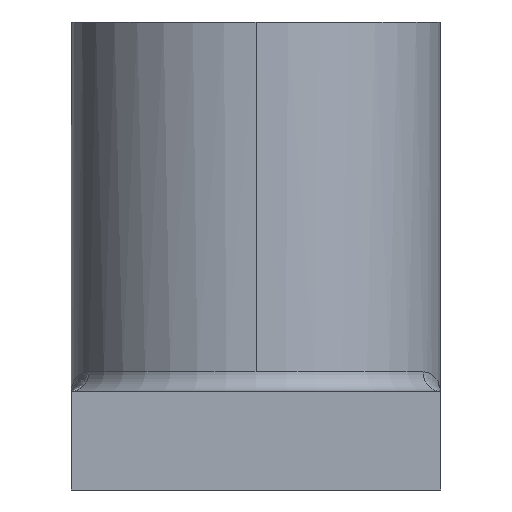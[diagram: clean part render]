
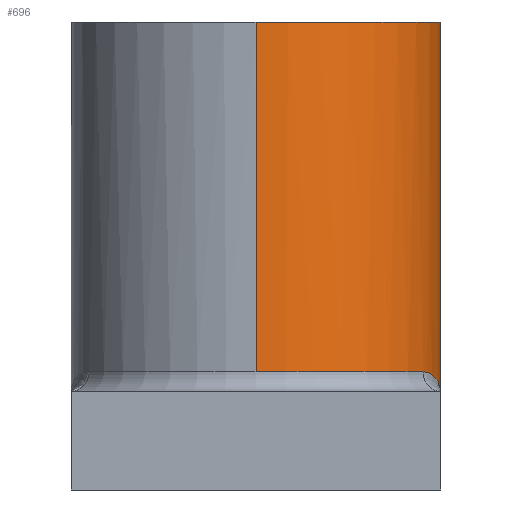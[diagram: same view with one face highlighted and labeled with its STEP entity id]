
A CAD part, left-side view. The second image highlights one B-rep face of the part: STEP entity #696.
In plain terms, the highlighted cylindrical face has radius 4.763 mm (diameter 9.525 mm), a partial arc.
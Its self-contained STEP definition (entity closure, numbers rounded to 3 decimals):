
#141=CARTESIAN_POINT('',(0.,0.,3.048));
#142=DIRECTION('',(0.,0.,1.));
#143=DIRECTION('',(0.428,-0.904,0.));
#144=AXIS2_PLACEMENT_3D('',#141,#142,#143);
#160=CARTESIAN_POINT('',(2.04,-4.303,3.048));
#161=CARTESIAN_POINT('',(1.923,-4.359,3.049));
#162=CARTESIAN_POINT('',(1.665,-4.473,3.029));
#163=CARTESIAN_POINT('',(1.113,-4.64,2.903));
#164=CARTESIAN_POINT('',(0.65,-4.728,2.761));
#165=CARTESIAN_POINT('',(0.226,-4.763,2.619));
#166=CARTESIAN_POINT('',(0.,-4.763,2.54));
#168=CARTESIAN_POINT('',(0.,-4.763,2.54));
#169=CARTESIAN_POINT('',(-0.225,-4.763,2.619));
#170=CARTESIAN_POINT('',(-0.65,-4.728,
2.761));
#171=CARTESIAN_POINT('',(-1.113,-4.641,2.903));
#172=CARTESIAN_POINT('',(-1.664,-4.473,3.029));
#173=CARTESIAN_POINT('',(-1.923,-4.359,3.049));
#174=CARTESIAN_POINT('',(-2.04,-4.303,3.048));
#176=DIRECTION('',(0.,0.,1.));
#177=VECTOR('',#176,9.017);
#178=CARTESIAN_POINT('',(-4.763,0.,3.048));
#179=LINE('',#178,#177);
#185=CARTESIAN_POINT('',(0.,0.,12.065));
#186=DIRECTION('',(0.,0.,-1.));
#187=DIRECTION('',(1.,0.,0.));
#188=AXIS2_PLACEMENT_3D('',#185,#186,#187);
#216=DIRECTION('',(0.,0.,1.));
#217=VECTOR('',#216,9.017);
#218=CARTESIAN_POINT('',(4.763,0.,3.048));
#219=LINE('',#218,#217);
#225=CARTESIAN_POINT('',(0.,0.,3.048));
#226=DIRECTION('',(0.,0.,1.));
#227=DIRECTION('',(-1.,0.,0.));
#228=AXIS2_PLACEMENT_3D('',#225,#226,#227);
#330=CARTESIAN_POINT('',(0.,-4.763,2.54));
#331=VERTEX_POINT('',#330);
#332=CARTESIAN_POINT('',(-2.04,-4.303,3.048));
#333=VERTEX_POINT('',#332);
#336=CARTESIAN_POINT('',(-4.763,0.,3.048));
#337=VERTEX_POINT('',#336);
#338=CARTESIAN_POINT('',(-4.763,0.,12.065));
#339=CARTESIAN_POINT('',(4.763,0.,12.065));
#340=VERTEX_POINT('',#338);
#341=VERTEX_POINT('',#339);
#343=CARTESIAN_POINT('',(4.763,0.,3.048));
#344=VERTEX_POINT('',#343);
#349=CARTESIAN_POINT('',(2.04,-4.303,3.048));
#350=VERTEX_POINT('',#349);
#677=CARTESIAN_POINT('',(0.,0.,12.065));
#678=DIRECTION('',(0.,0.,-1.));
#679=DIRECTION('',(-1.,0.,0.));
#680=AXIS2_PLACEMENT_3D('',#677,#678,#679);
#681=CYLINDRICAL_SURFACE('',#680,4.763);
#683=ORIENTED_EDGE('',*,*,#682,.F.);
#685=ORIENTED_EDGE('',*,*,#684,.F.);
#686=ORIENTED_EDGE('',*,*,#582,.F.);
#687=ORIENTED_EDGE('',*,*,#670,.T.);
#689=ORIENTED_EDGE('',*,*,#688,.T.);
#691=ORIENTED_EDGE('',*,*,#690,.F.);
#693=ORIENTED_EDGE('',*,*,#692,.T.);
#694=EDGE_LOOP('',(#683,#685,#686,#687,#689,#691,#693));
#695=FACE_OUTER_BOUND('',#694,.F.);
#696=ADVANCED_FACE('',(#695),#681,.T.);
#145=CIRCLE('',#144,4.763);
#167=B_SPLINE_CURVE_WITH_KNOTS('',3,(#160,#161,#162,#163,#164,#165,#166),
.UNSPECIFIED.,.F.,.F.,(4,1,1,1,4),(0.,0.25,0.5,0.75,1.),
.UNSPECIFIED.);
#175=B_SPLINE_CURVE_WITH_KNOTS('',3,(#168,#169,#170,#171,#172,#173,#174),
.UNSPECIFIED.,.F.,.F.,(4,1,1,1,4),(0.,0.25,0.5,0.75,1.),
.UNSPECIFIED.);
#189=CIRCLE('',#188,4.763);
#229=CIRCLE('',#228,4.763);
#582=EDGE_CURVE('',#350,#344,#145,.T.);
#670=EDGE_CURVE('',#350,#331,#167,.T.);
#682=EDGE_CURVE('',#341,#340,#189,.T.);
#684=EDGE_CURVE('',#344,#341,#219,.T.);
#688=EDGE_CURVE('',#331,#333,#175,.T.);
#690=EDGE_CURVE('',#337,#333,#229,.T.);
#692=EDGE_CURVE('',#337,#340,#179,.T.);
